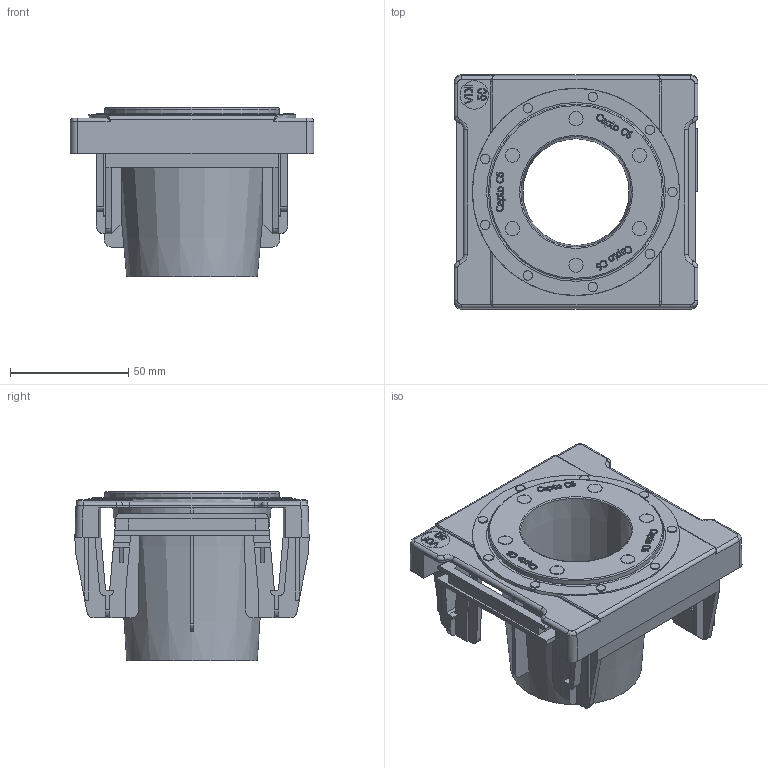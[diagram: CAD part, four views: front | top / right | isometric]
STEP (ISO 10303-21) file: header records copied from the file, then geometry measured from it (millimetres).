
FILE_DESCRIPTION(/* description */ ('Werkzeughaltereinsatz VDI 50 + Capto C6 kpl.'),/* implementation_level */ '2;1');
FILE_NAME(/* name */ '6557-01.stp',/* time_stamp */ '2024-03-15T10:30:05+01:00',/* author */ ('marvin.friedrich'),/* organization */ (''),/* preprocessor_version */ 'ST-DEVELOPER v18.1',/* originating_system */ 'Autodesk Inventor 2022',/* authorisation */ '');
FILE_SCHEMA (('AUTOMOTIVE_DESIGN { 1 0 10303 214 3 1 1 }'));
Length unit declared in the file: millimetre
Products named in the file (3): 6557-01; 0235-01; 6556-01
Assembly tree (2 placements, depth 2):
  6557-01
    0235-01
    6556-01
Bounding box: 103 x 99 x 71.5 mm (x, y, z)
Volume: 105784 mm3; surface area: 87912.3 mm2
Topology: 2 solids, 4 shells, 960 faces, 2551 edges, 1649 vertices
Faces by surface type: plane 517, bspline 301, cylinder 113, torus 16, cone 13
Full cylindrical faces by diameter (mm): 4 x9, 6 x6, 12 x1, 60.6 x1, 68 x1, 72 x1, 74 x1, 75.6 x1, 87.6 x1
Entity records: 31367 total; most frequent: CARTESIAN_POINT 9311, ORIENTED_EDGE 5112, DIRECTION 3555, EDGE_CURVE 2556, VERTEX_POINT 1649, LINE 1609, VECTOR 1609, EDGE_LOOP 1027
